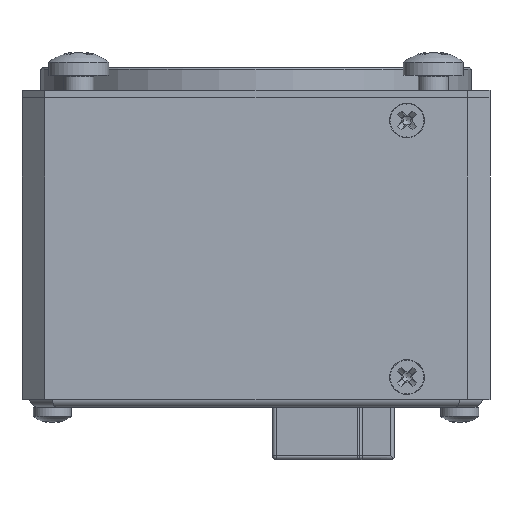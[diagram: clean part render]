
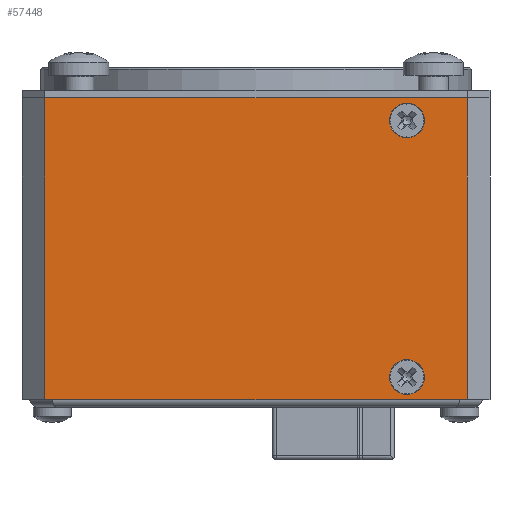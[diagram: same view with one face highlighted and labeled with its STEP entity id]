
A CAD part, front view. The second image highlights one B-rep face of the part: STEP entity #57448.
In plain terms, the highlighted planar face has unit normal (0, -1, 0).
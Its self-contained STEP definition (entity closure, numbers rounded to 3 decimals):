
#56612 = VERTEX_POINT('',#56613);
#56613 = CARTESIAN_POINT('',(28.,-31.,42.));
#56619 = EDGE_CURVE('',#56620,#56612,#56622,.T.);
#56620 = VERTEX_POINT('',#56621);
#56621 = CARTESIAN_POINT('',(-28.,-31.,42.));
#56622 = LINE('',#56623,#56624);
#56623 = CARTESIAN_POINT('',(-28.,-31.,42.));
#56624 = VECTOR('',#56625,1.);
#56625 = DIRECTION('',(1.,0.,0.));
#57267 = VERTEX_POINT('',#57268);
#57268 = CARTESIAN_POINT('',(-28.,-31.,2.));
#57274 = EDGE_CURVE('',#57267,#57275,#57277,.T.);
#57275 = VERTEX_POINT('',#57276);
#57276 = CARTESIAN_POINT('',(28.,-31.,2.));
#57277 = LINE('',#57278,#57279);
#57278 = CARTESIAN_POINT('',(-28.,-31.,2.));
#57279 = VECTOR('',#57280,1.);
#57280 = DIRECTION('',(1.,0.,0.));
#57435 = EDGE_CURVE('',#57275,#56612,#57436,.T.);
#57436 = LINE('',#57437,#57438);
#57437 = CARTESIAN_POINT('',(28.,-31.,2.));
#57438 = VECTOR('',#57439,1.);
#57439 = DIRECTION('',(0.,0.,1.));
#57448 = ADVANCED_FACE('',(#57449,#57460,#57480),#57500,.T.);
#57449 = FACE_BOUND('',#57450,.F.);
#57450 = EDGE_LOOP('',(#57451,#57457,#57458,#57459));
#57451 = ORIENTED_EDGE('',*,*,#57452,.T.);
#57452 = EDGE_CURVE('',#57267,#56620,#57453,.T.);
#57453 = LINE('',#57454,#57455);
#57454 = CARTESIAN_POINT('',(-28.,-31.,2.));
#57455 = VECTOR('',#57456,1.);
#57456 = DIRECTION('',(0.,0.,1.));
#57457 = ORIENTED_EDGE('',*,*,#56619,.T.);
#57458 = ORIENTED_EDGE('',*,*,#57435,.F.);
#57459 = ORIENTED_EDGE('',*,*,#57274,.F.);
#57460 = FACE_BOUND('',#57461,.F.);
#57461 = EDGE_LOOP('',(#57462,#57473));
#57462 = ORIENTED_EDGE('',*,*,#57463,.F.);
#57463 = EDGE_CURVE('',#57464,#57466,#57468,.T.);
#57464 = VERTEX_POINT('',#57465);
#57465 = CARTESIAN_POINT('',(20.,-31.,7.3));
#57466 = VERTEX_POINT('',#57467);
#57467 = CARTESIAN_POINT('',(20.,-31.,2.7));
#57468 = CIRCLE('',#57469,2.3);
#57469 = AXIS2_PLACEMENT_3D('',#57470,#57471,#57472);
#57470 = CARTESIAN_POINT('',(20.,-31.,5.));
#57471 = DIRECTION('',(0.,1.,0.));
#57472 = DIRECTION('',(0.,-0.,1.));
#57473 = ORIENTED_EDGE('',*,*,#57474,.F.);
#57474 = EDGE_CURVE('',#57466,#57464,#57475,.T.);
#57475 = CIRCLE('',#57476,2.3);
#57476 = AXIS2_PLACEMENT_3D('',#57477,#57478,#57479);
#57477 = CARTESIAN_POINT('',(20.,-31.,5.));
#57478 = DIRECTION('',(0.,1.,0.));
#57479 = DIRECTION('',(0.,0.,-1.));
#57480 = FACE_BOUND('',#57481,.F.);
#57481 = EDGE_LOOP('',(#57482,#57493));
#57482 = ORIENTED_EDGE('',*,*,#57483,.F.);
#57483 = EDGE_CURVE('',#57484,#57486,#57488,.T.);
#57484 = VERTEX_POINT('',#57485);
#57485 = CARTESIAN_POINT('',(20.,-31.,41.3));
#57486 = VERTEX_POINT('',#57487);
#57487 = CARTESIAN_POINT('',(20.,-31.,36.7));
#57488 = CIRCLE('',#57489,2.3);
#57489 = AXIS2_PLACEMENT_3D('',#57490,#57491,#57492);
#57490 = CARTESIAN_POINT('',(20.,-31.,39.));
#57491 = DIRECTION('',(0.,1.,0.));
#57492 = DIRECTION('',(0.,-0.,1.));
#57493 = ORIENTED_EDGE('',*,*,#57494,.F.);
#57494 = EDGE_CURVE('',#57486,#57484,#57495,.T.);
#57495 = CIRCLE('',#57496,2.3);
#57496 = AXIS2_PLACEMENT_3D('',#57497,#57498,#57499);
#57497 = CARTESIAN_POINT('',(20.,-31.,39.));
#57498 = DIRECTION('',(0.,1.,0.));
#57499 = DIRECTION('',(0.,0.,-1.));
#57500 = PLANE('',#57501);
#57501 = AXIS2_PLACEMENT_3D('',#57502,#57503,#57504);
#57502 = CARTESIAN_POINT('',(-31.,-31.,0.));
#57503 = DIRECTION('',(0.,-1.,0.));
#57504 = DIRECTION('',(1.,0.,0.));
